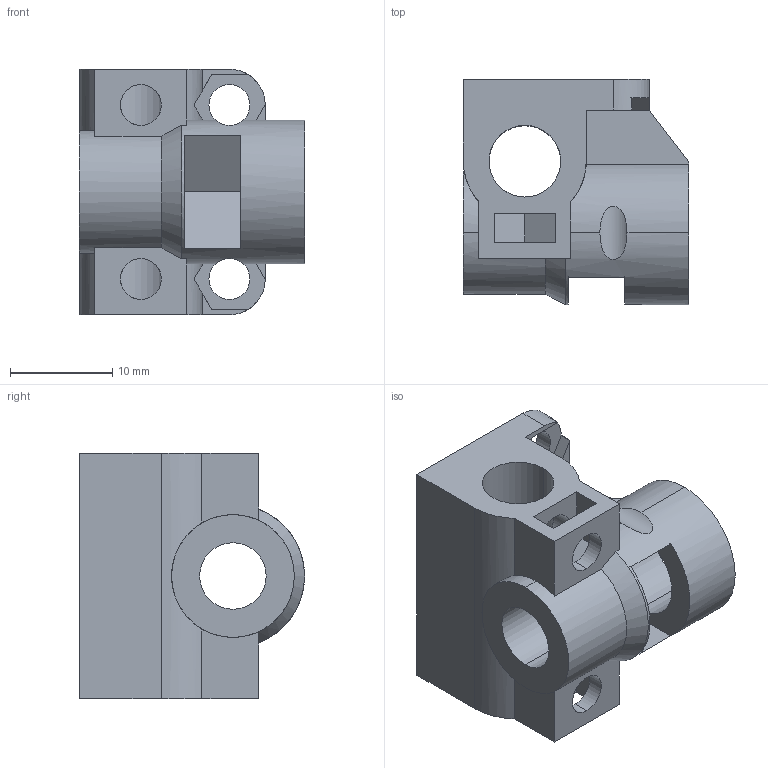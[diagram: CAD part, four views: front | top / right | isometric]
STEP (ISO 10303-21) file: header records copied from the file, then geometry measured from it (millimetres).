
FILE_DESCRIPTION (( 'STEP AP203' ), '1' );
FILE_NAME ('Front Stage Mount.STEP', '2013-08-02T09:30:54', ( '' ), ( '' ), 'SwSTEP 2.0', 'SolidWorks 2011', '' );
FILE_SCHEMA (( 'CONFIG_CONTROL_DESIGN' ));
Length unit declared in the file: millimetre
Products named in the file (1): Front Stage Mount
Bounding box: 22 x 22 x 24 mm (x, y, z)
Volume: 4548.5 mm3; surface area: 3905 mm2
Topology: 1 solids, 1 shells, 86 faces, 241 edges, 160 vertices
Faces by surface type: plane 54, cylinder 31, cone 1
Entity records: 3127 total; most frequent: CARTESIAN_POINT 772, ORIENTED_EDGE 482, DIRECTION 459, EDGE_CURVE 241, VERTEX_POINT 160, LINE 159, VECTOR 159, AXIS2_PLACEMENT_3D 150
